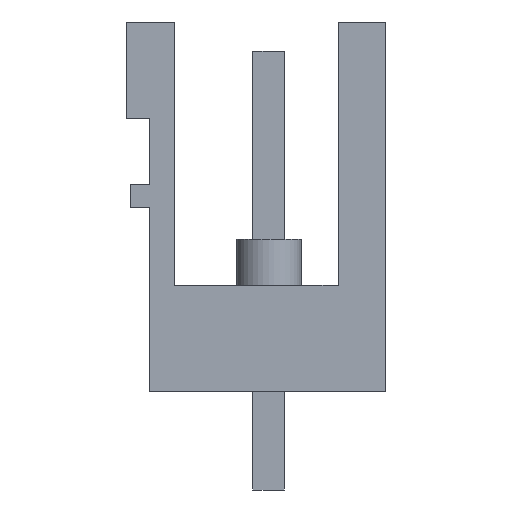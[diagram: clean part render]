
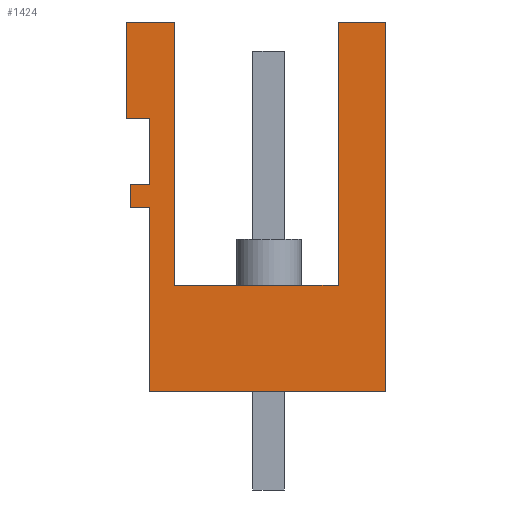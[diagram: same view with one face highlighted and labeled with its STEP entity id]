
A CAD part, left-side view. The second image highlights one B-rep face of the part: STEP entity #1424.
In plain terms, the highlighted planar face has unit normal (-1, 0, 0).
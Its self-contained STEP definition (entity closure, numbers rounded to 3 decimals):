
#1324=AXIS2_PLACEMENT_3D('Plane Axis2P3D',#1321,#1322,#1323) ;
#375=CARTESIAN_POINT('Vertex',(0.,7.68,3.2)) ;
#378=CARTESIAN_POINT('Line Origine',(0.,7.68,6.19)) ;
#382=CARTESIAN_POINT('Vertex',(0.,7.68,9.181)) ;
#1306=CARTESIAN_POINT('Vertex',(0.,0.,3.2)) ;
#1309=CARTESIAN_POINT('Line Origine',(0.,3.84,3.2)) ;
#1321=CARTESIAN_POINT('Axis2P3D Location',(0.,8.43,1.7)) ;
#1326=CARTESIAN_POINT('Line Origine',(0.,0.,9.2)) ;
#1330=CARTESIAN_POINT('Vertex',(0.,0.,15.2)) ;
#1333=CARTESIAN_POINT('Line Origine',(0.,0.775,15.2)) ;
#1337=CARTESIAN_POINT('Vertex',(0.,1.55,15.2)) ;
#1340=CARTESIAN_POINT('Line Origine',(0.,1.55,10.925)) ;
#1344=CARTESIAN_POINT('Vertex',(0.,1.55,6.65)) ;
#1347=CARTESIAN_POINT('Line Origine',(0.,4.206,6.65)) ;
#1351=CARTESIAN_POINT('Vertex',(0.,6.863,6.65)) ;
#1354=CARTESIAN_POINT('Line Origine',(0.,6.863,10.925)) ;
#1358=CARTESIAN_POINT('Vertex',(0.,6.863,15.2)) ;
#1361=CARTESIAN_POINT('Line Origine',(0.,7.647,15.2)) ;
#1365=CARTESIAN_POINT('Vertex',(0.,8.43,15.2)) ;
#1368=CARTESIAN_POINT('Line Origine',(0.,8.43,13.64)) ;
#1372=CARTESIAN_POINT('Vertex',(0.,8.43,12.08)) ;
#1375=CARTESIAN_POINT('Line Origine',(0.,8.055,12.08)) ;
#1379=CARTESIAN_POINT('Vertex',(0.,7.68,12.08)) ;
#1382=CARTESIAN_POINT('Line Origine',(0.,7.68,11.005)) ;
#1386=CARTESIAN_POINT('Vertex',(0.,7.68,9.93)) ;
#1389=CARTESIAN_POINT('Line Origine',(0.,7.99,9.93)) ;
#1393=CARTESIAN_POINT('Vertex',(0.,8.3,9.93)) ;
#1396=CARTESIAN_POINT('Line Origine',(0.,8.3,9.555)) ;
#1400=CARTESIAN_POINT('Vertex',(0.,8.3,9.181)) ;
#1403=CARTESIAN_POINT('Line Origine',(0.,7.99,9.181)) ;
#379=DIRECTION('Vector Direction',(0.,0.,-1.)) ;
#1310=DIRECTION('Vector Direction',(0.,-1.,0.)) ;
#1322=DIRECTION('Axis2P3D Direction',(-1.,0.,0.)) ;
#1323=DIRECTION('Axis2P3D XDirection',(0.,1.,0.)) ;
#1327=DIRECTION('Vector Direction',(0.,0.,1.)) ;
#1334=DIRECTION('Vector Direction',(0.,1.,0.)) ;
#1341=DIRECTION('Vector Direction',(0.,0.,-1.)) ;
#1348=DIRECTION('Vector Direction',(0.,1.,0.)) ;
#1355=DIRECTION('Vector Direction',(0.,0.,1.)) ;
#1362=DIRECTION('Vector Direction',(0.,1.,0.)) ;
#1369=DIRECTION('Vector Direction',(0.,0.,-1.)) ;
#1376=DIRECTION('Vector Direction',(0.,-1.,0.)) ;
#1383=DIRECTION('Vector Direction',(0.,0.,-1.)) ;
#1390=DIRECTION('Vector Direction',(0.,1.,0.)) ;
#1397=DIRECTION('Vector Direction',(0.,0.,-1.)) ;
#1404=DIRECTION('Vector Direction',(0.,-1.,0.)) ;
#380=VECTOR('Line Direction',#379,1.) ;
#1311=VECTOR('Line Direction',#1310,1.) ;
#1328=VECTOR('Line Direction',#1327,1.) ;
#1335=VECTOR('Line Direction',#1334,1.) ;
#1342=VECTOR('Line Direction',#1341,1.) ;
#1349=VECTOR('Line Direction',#1348,1.) ;
#1356=VECTOR('Line Direction',#1355,1.) ;
#1363=VECTOR('Line Direction',#1362,1.) ;
#1370=VECTOR('Line Direction',#1369,1.) ;
#1377=VECTOR('Line Direction',#1376,1.) ;
#1384=VECTOR('Line Direction',#1383,1.) ;
#1391=VECTOR('Line Direction',#1390,1.) ;
#1398=VECTOR('Line Direction',#1397,1.) ;
#1405=VECTOR('Line Direction',#1404,1.) ;
#1409=ORIENTED_EDGE('',*,*,#1332,.T.) ;
#1410=ORIENTED_EDGE('',*,*,#1339,.T.) ;
#1411=ORIENTED_EDGE('',*,*,#1346,.T.) ;
#1412=ORIENTED_EDGE('',*,*,#1353,.T.) ;
#1413=ORIENTED_EDGE('',*,*,#1360,.T.) ;
#1414=ORIENTED_EDGE('',*,*,#1367,.T.) ;
#1415=ORIENTED_EDGE('',*,*,#1374,.T.) ;
#1416=ORIENTED_EDGE('',*,*,#1381,.T.) ;
#1417=ORIENTED_EDGE('',*,*,#1388,.T.) ;
#1418=ORIENTED_EDGE('',*,*,#1395,.T.) ;
#1419=ORIENTED_EDGE('',*,*,#1402,.T.) ;
#1420=ORIENTED_EDGE('',*,*,#1407,.T.) ;
#1421=ORIENTED_EDGE('',*,*,#384,.T.) ;
#1422=ORIENTED_EDGE('',*,*,#1313,.T.) ;
#1424=ADVANCED_FACE('HOUSING',(#1423),#1325,.T.) ;
#384=EDGE_CURVE('',#383,#376,#381,.T.) ;
#1313=EDGE_CURVE('',#376,#1307,#1312,.T.) ;
#1332=EDGE_CURVE('',#1307,#1331,#1329,.T.) ;
#1339=EDGE_CURVE('',#1331,#1338,#1336,.T.) ;
#1346=EDGE_CURVE('',#1338,#1345,#1343,.T.) ;
#1353=EDGE_CURVE('',#1345,#1352,#1350,.T.) ;
#1360=EDGE_CURVE('',#1352,#1359,#1357,.T.) ;
#1367=EDGE_CURVE('',#1359,#1366,#1364,.T.) ;
#1374=EDGE_CURVE('',#1366,#1373,#1371,.T.) ;
#1381=EDGE_CURVE('',#1373,#1380,#1378,.T.) ;
#1388=EDGE_CURVE('',#1380,#1387,#1385,.T.) ;
#1395=EDGE_CURVE('',#1387,#1394,#1392,.T.) ;
#1402=EDGE_CURVE('',#1394,#1401,#1399,.T.) ;
#1407=EDGE_CURVE('',#1401,#383,#1406,.T.) ;
#1408=EDGE_LOOP('',(#1409,#1410,#1411,#1412,#1413,#1414,#1415,#1416,#1417,#1418,#1419,#1420,#1421,#1422)) ;
#1423=FACE_OUTER_BOUND('',#1408,.T.) ;
#381=LINE('Line',#378,#380) ;
#1312=LINE('Line',#1309,#1311) ;
#1329=LINE('Line',#1326,#1328) ;
#1336=LINE('Line',#1333,#1335) ;
#1343=LINE('Line',#1340,#1342) ;
#1350=LINE('Line',#1347,#1349) ;
#1357=LINE('Line',#1354,#1356) ;
#1364=LINE('Line',#1361,#1363) ;
#1371=LINE('Line',#1368,#1370) ;
#1378=LINE('Line',#1375,#1377) ;
#1385=LINE('Line',#1382,#1384) ;
#1392=LINE('Line',#1389,#1391) ;
#1399=LINE('Line',#1396,#1398) ;
#1406=LINE('Line',#1403,#1405) ;
#1325=PLANE('',#1324) ;
#376=VERTEX_POINT('',#375) ;
#383=VERTEX_POINT('',#382) ;
#1307=VERTEX_POINT('',#1306) ;
#1331=VERTEX_POINT('',#1330) ;
#1338=VERTEX_POINT('',#1337) ;
#1345=VERTEX_POINT('',#1344) ;
#1352=VERTEX_POINT('',#1351) ;
#1359=VERTEX_POINT('',#1358) ;
#1366=VERTEX_POINT('',#1365) ;
#1373=VERTEX_POINT('',#1372) ;
#1380=VERTEX_POINT('',#1379) ;
#1387=VERTEX_POINT('',#1386) ;
#1394=VERTEX_POINT('',#1393) ;
#1401=VERTEX_POINT('',#1400) ;
